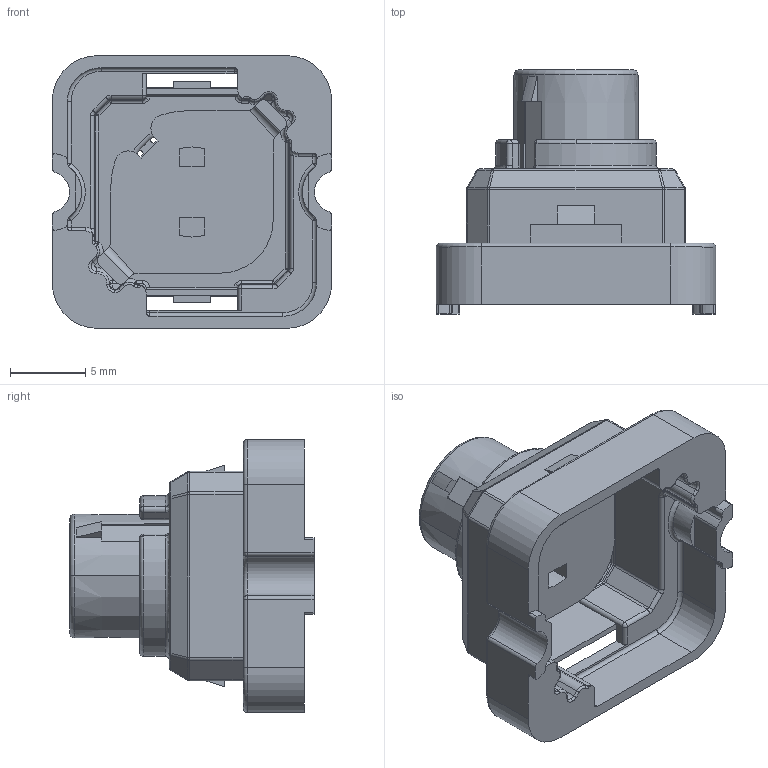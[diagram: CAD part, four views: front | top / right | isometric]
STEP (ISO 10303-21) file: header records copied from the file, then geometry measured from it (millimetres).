
FILE_DESCRIPTION (( 'STEP AP214' ), '1' );
FILE_NAME ('Topre_1U_R1.STEP', '2024-03-10T22:28:58', ( '' ), ( '' ), 'SwSTEP 2.0', 'SolidWorks 2019', '' );
FILE_SCHEMA (( 'AUTOMOTIVE_DESIGN' ));
Length unit declared in the file: millimetre
Products named in the file (3): Topre_1U_R1; Topre_1U_R1_Housing; Topre_1U_Slider
Assembly tree (2 placements, depth 2):
  Topre_1U_R1
    Topre_1U_R1_Housing
    Topre_1U_Slider
Bounding box: 18.6 x 16.25 x 18.15 mm (x, y, z)
Volume: 1040.7 mm3; surface area: 2376.6 mm2
Topology: 2 solids, 2 shells, 597 faces, 1476 edges, 836 vertices
Faces by surface type: cylinder 260, plane 151, torus 93, sphere 65, bspline 25, cone 3
Entity records: 17715 total; most frequent: CARTESIAN_POINT 3647, DIRECTION 3166, ORIENTED_EDGE 2862, EDGE_CURVE 1431, AXIS2_PLACEMENT_3D 1262, VERTEX_POINT 836, CIRCLE 685, LINE 642
